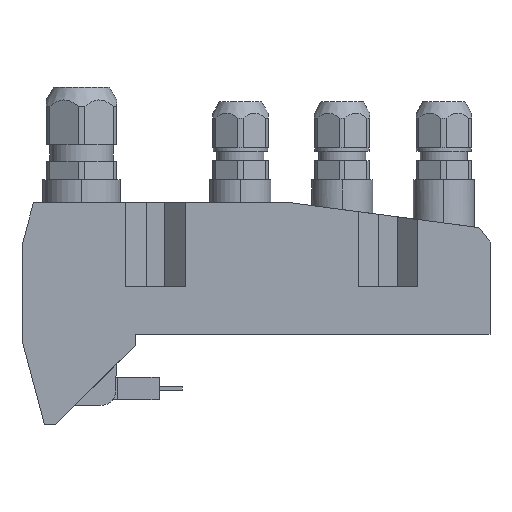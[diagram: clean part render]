
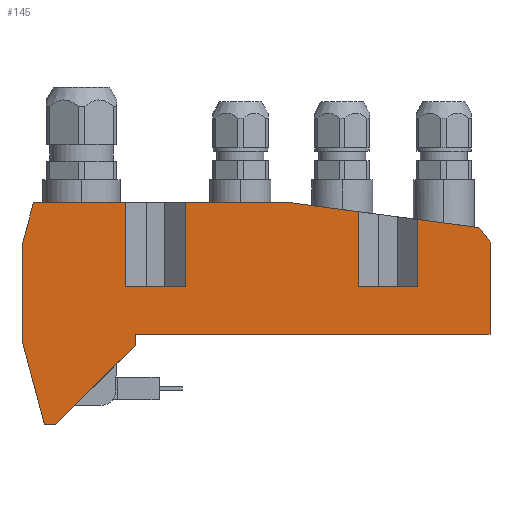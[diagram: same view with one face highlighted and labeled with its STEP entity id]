
A CAD part, left-side view. The second image highlights one B-rep face of the part: STEP entity #145.
In plain terms, the highlighted planar face has unit normal (-1, 0, 0).
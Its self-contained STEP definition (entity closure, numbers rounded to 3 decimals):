
#145=ADVANCED_FACE('',(#544),#545,.T.);
#544=FACE_OUTER_BOUND('',#1287,.T.);
#545=PLANE('',#1288);
#1287=EDGE_LOOP('',(#2227,#2228,#2229,#2230,#2231,#2232,#2233,#2234,#2235,#2236,#2237,#2238,#2239,#2240,#2241,#2242,#2243,#2244,#2245));
#1288=AXIS2_PLACEMENT_3D('',#2246,#2247,#2248);
#2227=ORIENTED_EDGE('',*,*,#4930,.F.);
#2228=ORIENTED_EDGE('',*,*,#4911,.T.);
#2229=ORIENTED_EDGE('',*,*,#4860,.F.);
#2230=ORIENTED_EDGE('',*,*,#4931,.T.);
#2231=ORIENTED_EDGE('',*,*,#4853,.T.);
#2232=ORIENTED_EDGE('',*,*,#4932,.F.);
#2233=ORIENTED_EDGE('',*,*,#4866,.F.);
#2234=ORIENTED_EDGE('',*,*,#4933,.T.);
#2235=ORIENTED_EDGE('',*,*,#4934,.T.);
#2236=ORIENTED_EDGE('',*,*,#4935,.T.);
#2237=ORIENTED_EDGE('',*,*,#4820,.T.);
#2238=ORIENTED_EDGE('',*,*,#4936,.T.);
#2239=ORIENTED_EDGE('',*,*,#4937,.T.);
#2240=ORIENTED_EDGE('',*,*,#4938,.F.);
#2241=ORIENTED_EDGE('',*,*,#4939,.T.);
#2242=ORIENTED_EDGE('',*,*,#4940,.T.);
#2243=ORIENTED_EDGE('',*,*,#4906,.T.);
#2244=ORIENTED_EDGE('',*,*,#4929,.T.);
#2245=ORIENTED_EDGE('',*,*,#4849,.T.);
#2246=CARTESIAN_POINT('',(0.0,128.0,-66.25));
#2247=DIRECTION('',(-1.0,0.0,0.0));
#2248=DIRECTION('',(0.0,0.0,1.0));
#4820=EDGE_CURVE('',#5725,#5722,#5726,.T.);
#4849=EDGE_CURVE('',#5779,#5780,#5781,.T.);
#4853=EDGE_CURVE('',#5787,#5788,#5789,.T.);
#4860=EDGE_CURVE('',#5800,#5801,#5802,.T.);
#4866=EDGE_CURVE('',#5809,#5811,#5812,.T.);
#4906=EDGE_CURVE('',#5880,#5881,#5882,.T.);
#4911=EDGE_CURVE('',#5889,#5801,#5890,.T.);
#4929=EDGE_CURVE('',#5881,#5779,#5916,.T.);
#4930=EDGE_CURVE('',#5889,#5780,#5917,.T.);
#4931=EDGE_CURVE('',#5800,#5787,#5918,.T.);
#4932=EDGE_CURVE('',#5811,#5788,#5919,.T.);
#4933=EDGE_CURVE('',#5809,#5920,#5921,.T.);
#4934=EDGE_CURVE('',#5920,#5922,#5923,.T.);
#4935=EDGE_CURVE('',#5922,#5725,#5924,.T.);
#4936=EDGE_CURVE('',#5722,#5925,#5926,.T.);
#4937=EDGE_CURVE('',#5925,#5927,#5928,.T.);
#4938=EDGE_CURVE('',#5929,#5927,#5930,.T.);
#4939=EDGE_CURVE('',#5929,#5931,#5932,.T.);
#4940=EDGE_CURVE('',#5931,#5880,#5933,.T.);
#5722=VERTEX_POINT('',#7227);
#5725=VERTEX_POINT('',#7231);
#5726=LINE('',#7232,#7233);
#5779=VERTEX_POINT('',#7312);
#5780=VERTEX_POINT('',#7313);
#5781=LINE('',#7314,#7315);
#5787=VERTEX_POINT('',#7324);
#5788=VERTEX_POINT('',#7325);
#5789=LINE('',#7326,#7327);
#5800=VERTEX_POINT('',#7343);
#5801=VERTEX_POINT('',#7344);
#5802=LINE('',#7345,#7346);
#5809=VERTEX_POINT('',#7357);
#5811=VERTEX_POINT('',#7360);
#5812=LINE('',#7361,#7362);
#5880=VERTEX_POINT('',#7455);
#5881=VERTEX_POINT('',#7456);
#5882=LINE('',#7457,#7458);
#5889=VERTEX_POINT('',#7469);
#5890=LINE('',#7470,#7471);
#5916=LINE('',#7591,#7592);
#5917=LINE('',#7593,#7594);
#5918=LINE('',#7595,#7596);
#5919=LINE('',#7597,#7598);
#5920=VERTEX_POINT('',#7599);
#5921=LINE('',#7600,#7601);
#5922=VERTEX_POINT('',#7602);
#5923=LINE('',#7603,#7604);
#5924=LINE('',#7605,#7606);
#5925=VERTEX_POINT('',#7607);
#5926=LINE('',#7608,#7609);
#5927=VERTEX_POINT('',#7610);
#5928=LINE('',#7611,#7612);
#5929=VERTEX_POINT('',#7613);
#5930=LINE('',#7614,#7615);
#5931=VERTEX_POINT('',#7616);
#5932=LINE('',#7617,#7618);
#5933=LINE('',#7619,#7620);
#7227=CARTESIAN_POINT('',(0.0,117.5,-66.25));
#7231=CARTESIAN_POINT('',(0.0,120.5,-66.25));
#7232=CARTESIAN_POINT('',(0.0,120.5,-66.25));
#7233=VECTOR('',#9972,3.);
#7312=CARTESIAN_POINT('',(0.0,19.482,-29.0));
#7313=CARTESIAN_POINT('',(0.0,35.537,-29.0));
#7314=CARTESIAN_POINT('',(0.0,19.482,-29.0));
#7315=VECTOR('',#10005,16.055);
#7324=CARTESIAN_POINT('',(0.0,82.425,-29.0));
#7325=CARTESIAN_POINT('',(0.0,98.575,-29.0));
#7326=CARTESIAN_POINT('',(0.0,82.425,-29.0));
#7327=VECTOR('',#10009,16.149);
#7343=CARTESIAN_POINT('',(0.0,82.425,-6.25));
#7344=CARTESIAN_POINT('',(0.0,53.75,-6.25));
#7345=CARTESIAN_POINT('',(0.0,82.425,-6.25));
#7346=VECTOR('',#10018,28.675);
#7357=CARTESIAN_POINT('',(0.0,123.5,-6.25));
#7360=CARTESIAN_POINT('',(0.0,98.575,-6.25));
#7361=CARTESIAN_POINT('',(0.0,123.5,-6.25));
#7362=VECTOR('',#10024,24.925);
#7455=CARTESIAN_POINT('',(0.0,2.999,-12.932));
#7456=CARTESIAN_POINT('',(0.0,19.482,-10.762));
#7457=CARTESIAN_POINT('',(0.0,2.999,-12.932));
#7458=VECTOR('',#10113,16.625);
#7469=CARTESIAN_POINT('',(0.0,35.537,-8.648));
#7470=CARTESIAN_POINT('',(0.0,35.537,-8.648));
#7471=VECTOR('',#10118,18.37);
#7591=CARTESIAN_POINT('',(0.0,19.482,-10.762));
#7592=VECTOR('',#10129,18.238);
#7593=CARTESIAN_POINT('',(0.0,35.537,-8.648));
#7594=VECTOR('',#10130,20.352);
#7595=CARTESIAN_POINT('',(0.0,82.425,-6.25));
#7596=VECTOR('',#10131,22.75);
#7597=CARTESIAN_POINT('',(0.0,98.575,-6.25));
#7598=VECTOR('',#10132,22.75);
#7599=CARTESIAN_POINT('',(0.0,126.357,-16.914));
#7600=CARTESIAN_POINT('',(0.0,123.5,-6.25));
#7601=VECTOR('',#10133,11.04);
#7602=CARTESIAN_POINT('',(0.0,126.59,-43.523));
#7603=CARTESIAN_POINT('',(0.0,126.357,-16.914));
#7604=VECTOR('',#10134,26.61);
#7605=CARTESIAN_POINT('',(0.0,126.59,-43.523));
#7606=VECTOR('',#10135,23.529);
#7607=CARTESIAN_POINT('',(0.0,96.,-44.75));
#7608=CARTESIAN_POINT('',(0.0,117.5,-66.25));
#7609=VECTOR('',#10136,30.406);
#7610=CARTESIAN_POINT('',(0.0,95.921,-41.75));
#7611=CARTESIAN_POINT('',(0.0,96.,-44.75));
#7612=VECTOR('',#10137,3.001);
#7613=CARTESIAN_POINT('',(0.0,0.0,-41.75));
#7614=CARTESIAN_POINT('',(0.0,0.0,-41.75));
#7615=VECTOR('',#10138,95.921);
#7616=CARTESIAN_POINT('',(0.0,0.0,-16.84));
#7617=CARTESIAN_POINT('',(0.0,0.0,-41.75));
#7618=VECTOR('',#10139,24.91);
#7619=CARTESIAN_POINT('',(0.0,0.0,-16.84));
#7620=VECTOR('',#10140,4.926);
#9972=DIRECTION('',(0.0,-1.0,0.0));
#10005=DIRECTION('',(0.0,1.0,0.0));
#10009=DIRECTION('',(0.0,1.0,0.0));
#10018=DIRECTION('',(0.0,-1.0,0.0));
#10024=DIRECTION('',(0.0,-1.0,0.0));
#10113=DIRECTION('',(0.0,0.991,0.131));
#10118=DIRECTION('',(0.0,0.991,0.131));
#10129=DIRECTION('',(0.0,0.0,-1.0));
#10130=DIRECTION('',(0.0,0.0,-1.0));
#10131=DIRECTION('',(0.0,0.0,-1.0));
#10132=DIRECTION('',(0.0,0.0,-1.0));
#10133=DIRECTION('',(0.0,0.259,-0.966));
#10134=DIRECTION('',(0.0,0.009,-1.));
#10135=DIRECTION('',(0.0,-0.259,-0.966));
#10136=DIRECTION('',(0.0,-0.707,0.707));
#10137=DIRECTION('',(0.0,-0.026,1.));
#10138=DIRECTION('',(0.0,1.0,0.0));
#10139=DIRECTION('',(0.0,0.0,1.0));
#10140=DIRECTION('',(0.0,0.609,0.793));
